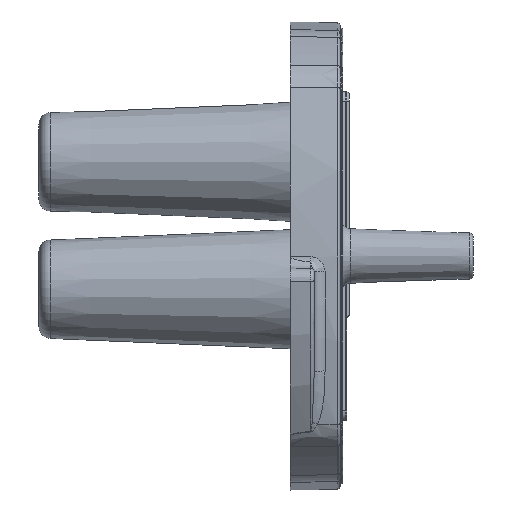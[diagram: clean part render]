
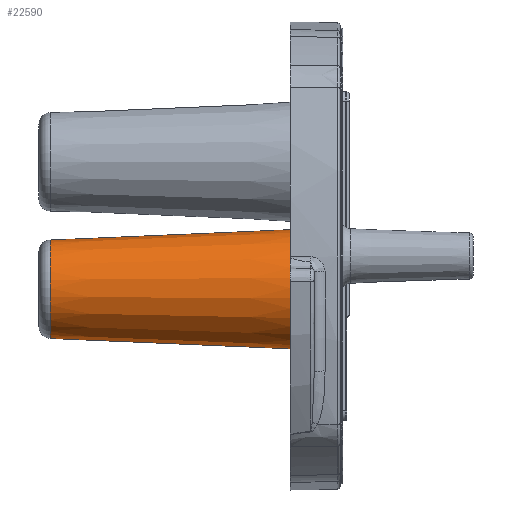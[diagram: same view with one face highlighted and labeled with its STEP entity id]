
A CAD part, left-side view. The second image highlights one B-rep face of the part: STEP entity #22590.
In plain terms, the highlighted conical face has half-angle 2.469 degrees and reference radius 29.447 mm.
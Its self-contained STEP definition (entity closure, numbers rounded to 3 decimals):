
#5831=FACE_BOUND('',#7428,.T.);
#5922=CONICAL_SURFACE('',#24125,29.447,2.469);
#5943=FACE_OUTER_BOUND('',#7427,.T.);
#7427=EDGE_LOOP('',(#15125));
#7428=EDGE_LOOP('',(#15126));
#9001=CIRCLE('',#24124,32.25);
#9002=CIRCLE('',#24126,26.645);
#9531=VERTEX_POINT('',#31895);
#9532=VERTEX_POINT('',#31898);
#11629=EDGE_CURVE('',#9531,#9531,#9001,.T.);
#11630=EDGE_CURVE('',#9532,#9532,#9002,.T.);
#15125=ORIENTED_EDGE('',*,*,#11629,.T.);
#15126=ORIENTED_EDGE('',*,*,#11630,.F.);
#22590=ADVANCED_FACE('',(#5943,#5831),#5922,.T.);
#24124=AXIS2_PLACEMENT_3D('',#31896,#26105,#26106);
#24125=AXIS2_PLACEMENT_3D('',#31897,#26107,#26108);
#24126=AXIS2_PLACEMENT_3D('',#31899,#26109,#26110);
#26105=DIRECTION('center_axis',(1.,0.,0.));
#26106=DIRECTION('ref_axis',(0.,0.,-1.));
#26107=DIRECTION('center_axis',(-1.,0.,0.));
#26108=DIRECTION('ref_axis',(0.,1.,0.));
#26109=DIRECTION('center_axis',(1.,0.,0.));
#26110=DIRECTION('ref_axis',(0.,0.,-1.));
#31895=CARTESIAN_POINT('',(0.,32.25,0.));
#31896=CARTESIAN_POINT('Origin',(0.,0.,0.));
#31897=CARTESIAN_POINT('Origin',(64.991,0.,0.));
#31898=CARTESIAN_POINT('',(129.982,26.645,0.));
#31899=CARTESIAN_POINT('Origin',(129.982,0.,0.));
